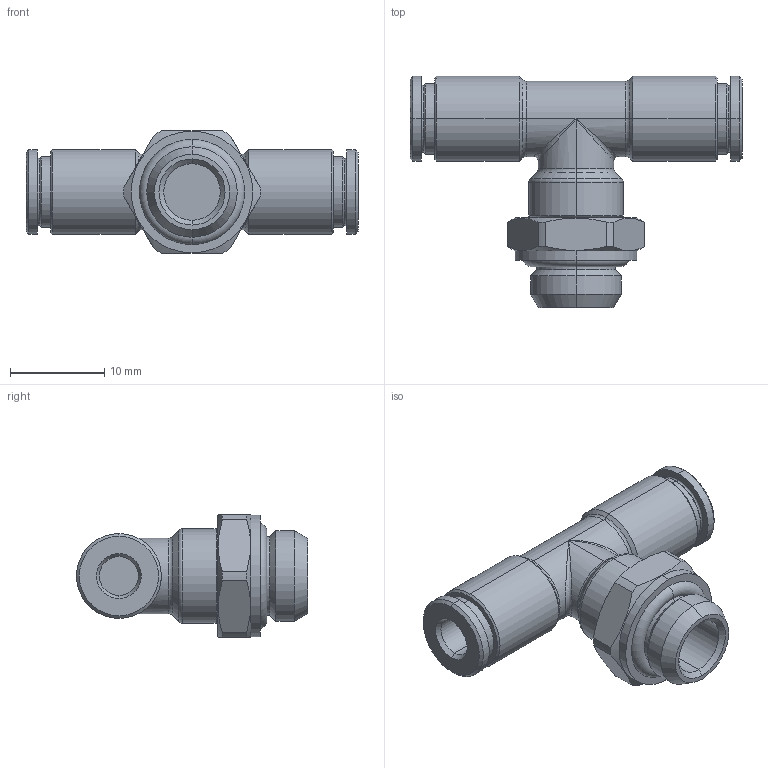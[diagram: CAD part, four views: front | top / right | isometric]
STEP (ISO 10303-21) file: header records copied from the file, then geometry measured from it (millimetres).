
FILE_DESCRIPTION (( 'STEP AP203' ), '1' );
FILE_NAME ('X0110011.STEP', '2010-10-20T08:53:51', ( '' ), ( 'sopra-pneumatic' ), 'SwSTEP 2.0', 'SolidWorks 2009', '' );
FILE_SCHEMA (( 'CONFIG_CONTROL_DESIGN' ));
Length unit declared in the file: millimetre
Products named in the file (1): X0110011
Bounding box: 35.21 x 24.5 x 13 mm (x, y, z)
Volume: 2944.1 mm3; surface area: 2364.1 mm2
Topology: 1 solids, 5 shells, 120 faces, 246 edges, 141 vertices
Faces by surface type: cylinder 47, cone 33, plane 20, torus 18, bspline 2
Entity records: 3906 total; most frequent: CARTESIAN_POINT 1297, DIRECTION 585, ORIENTED_EDGE 484, AXIS2_PLACEMENT_3D 253, EDGE_CURVE 242, VERTEX_POINT 141, CIRCLE 134, EDGE_LOOP 129
